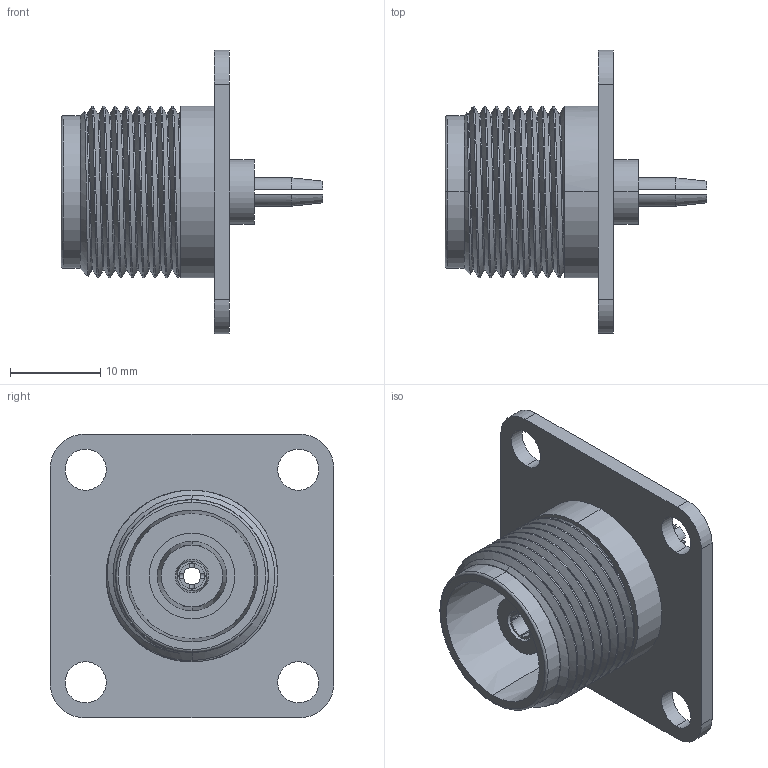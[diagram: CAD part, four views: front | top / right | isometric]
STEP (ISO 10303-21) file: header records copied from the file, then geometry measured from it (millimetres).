
FILE_DESCRIPTION (( 'STEP AP214' ), '1' );
FILE_NAME ('PE44718.STEP', '2018-01-11T22:40:57', ( '' ), ( '' ), 'SwSTEP 2.0', 'SolidWorks 2017', '' );
FILE_SCHEMA (( 'AUTOMOTIVE_DESIGN' ));
Length unit declared in the file: inch
Products named in the file (1): PE44718
Bounding box: 29.08 x 31.5 x 31.5 mm (x, y, z)
Volume: 4277.7 mm3; surface area: 5708.9 mm2
Topology: 4 solids, 4 shells, 137 faces, 364 edges, 242 vertices
Faces by surface type: cylinder 63, plane 51, cone 18, bspline 3, torus 2
Entity records: 6137 total; most frequent: CARTESIAN_POINT 2762, ORIENTED_EDGE 728, DIRECTION 662, EDGE_CURVE 364, AXIS2_PLACEMENT_3D 267, VERTEX_POINT 242, EDGE_LOOP 160, FACE_OUTER_BOUND 137
